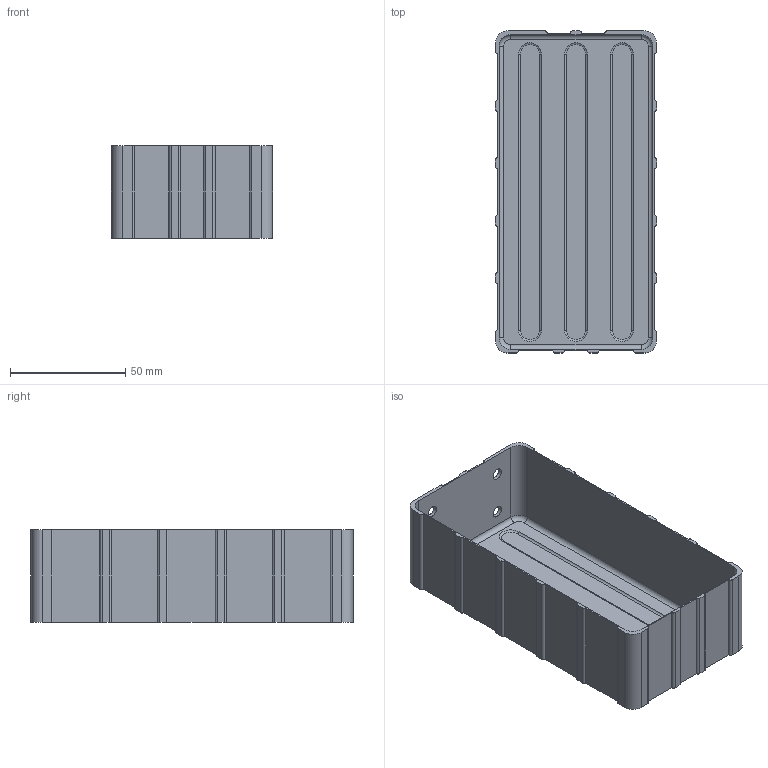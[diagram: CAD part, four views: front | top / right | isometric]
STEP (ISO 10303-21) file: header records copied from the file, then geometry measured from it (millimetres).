
FILE_DESCRIPTION(('STEP AP242'), '1');
FILE_NAME('Äåòàëü Êîðîáêà äëÿ âèíòîâ v2', '', ('UNSPECIFIED'), ('UNSPECIFIED'), 'C3D Converter', 'C3D Toolkit', '');
FILE_SCHEMA(('AP242_MANAGED_MODEL_BASED_3D_ENGINEERING_MIM_LF { 1 0 10303 442 1 1 4 }'));
Length unit declared in the file: millimetre
Bounding box: 70 x 140 x 40 mm (x, y, z)
Volume: 22966.8 mm3; surface area: 51508.2 mm2
Topology: 1 solids, 1 shells, 106 faces, 292 edges, 192 vertices
Faces by surface type: cylinder 52, plane 44, torus 10
Full cylindrical faces by diameter (mm): 5 x4
Entity records: 4296 total; most frequent: DIRECTION 622, CARTESIAN_POINT 587, ORIENTED_EDGE 576, EDGE_CURVE 288, AXIS2_PLACEMENT_3D 227, VERTEX_POINT 192, LINE 168, VECTOR 168
